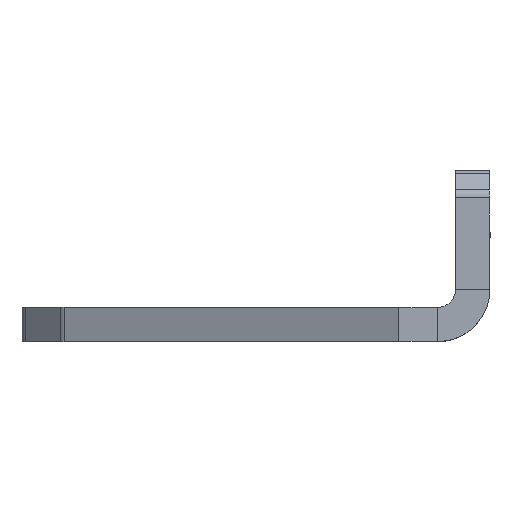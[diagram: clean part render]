
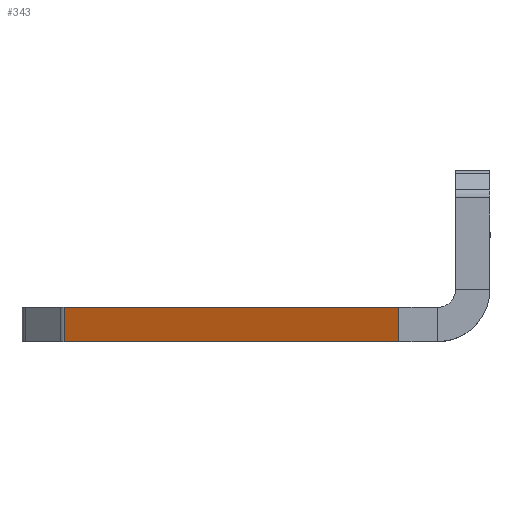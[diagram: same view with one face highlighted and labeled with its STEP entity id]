
A CAD part, left-side view. The second image highlights one B-rep face of the part: STEP entity #343.
In plain terms, the highlighted planar face has unit normal (-0.919, 0.395, 0).
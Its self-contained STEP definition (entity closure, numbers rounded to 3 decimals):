
#15 = VECTOR ( 'NONE', #1624, 1000. ) ;
#40 = EDGE_CURVE ( 'NONE', #866, #2410, #279, .T. ) ;
#252 = VECTOR ( 'NONE', #2411, 1000. ) ;
#263 = DIRECTION ( 'NONE',  ( 0., 0., -1. ) ) ;
#279 = LINE ( 'NONE', #1213, #252 ) ;
#297 = FACE_OUTER_BOUND ( 'NONE', #1108, .T. ) ;
#343 = ADVANCED_FACE ( 'NONE', ( #297 ), #1125, .F. ) ;
#347 = ORIENTED_EDGE ( 'NONE', *, *, #1033, .F. ) ;
#375 = DIRECTION ( 'NONE',  ( 0.395, 0.919, 0. ) ) ;
#400 = CARTESIAN_POINT ( 'NONE',  ( -20.943, 9.012, 0. ) ) ;
#796 = VERTEX_POINT ( 'NONE', #960 ) ;
#866 = VERTEX_POINT ( 'NONE', #1733 ) ;
#915 = EDGE_CURVE ( 'NONE', #796, #1062, #2044, .T. ) ;
#938 = DIRECTION ( 'NONE',  ( 0.919, -0.395, 0. ) ) ;
#960 = CARTESIAN_POINT ( 'NONE',  ( -30.2, -12.5, 0. ) ) ;
#1033 = EDGE_CURVE ( 'NONE', #796, #2410, #2311, .T. ) ;
#1051 = EDGE_CURVE ( 'NONE', #1062, #866, #2012, .T. ) ;
#1062 = VERTEX_POINT ( 'NONE', #1998 ) ;
#1108 = EDGE_LOOP ( 'NONE', ( #2179, #2057, #2184, #347 ) ) ;
#1125 = PLANE ( 'NONE',  #2382 ) ;
#1149 = VECTOR ( 'NONE', #263, 1000. ) ;
#1213 = CARTESIAN_POINT ( 'NONE',  ( -30.2, -12.5, -3. ) ) ;
#1414 = CARTESIAN_POINT ( 'NONE',  ( -30.2, -12.5, 12. ) ) ;
#1509 = VECTOR ( 'NONE', #2363, 1000. ) ;
#1624 = DIRECTION ( 'NONE',  ( 0., 0., -1. ) ) ;
#1705 = CARTESIAN_POINT ( 'NONE',  ( -30.2, -12.5, 12. ) ) ;
#1733 = CARTESIAN_POINT ( 'NONE',  ( -17.586, 16.813, -3. ) ) ;
#1792 = CARTESIAN_POINT ( 'NONE',  ( -17.586, 16.813, -3. ) ) ;
#1998 = CARTESIAN_POINT ( 'NONE',  ( -17.586, 16.813, 0. ) ) ;
#2012 = LINE ( 'NONE', #1792, #15 ) ;
#2044 = LINE ( 'NONE', #400, #1509 ) ;
#2057 = ORIENTED_EDGE ( 'NONE', *, *, #1051, .T. ) ;
#2179 = ORIENTED_EDGE ( 'NONE', *, *, #915, .T. ) ;
#2184 = ORIENTED_EDGE ( 'NONE', *, *, #40, .T. ) ;
#2287 = CARTESIAN_POINT ( 'NONE',  ( -30.2, -12.5, -3. ) ) ;
#2311 = LINE ( 'NONE', #1414, #1149 ) ;
#2363 = DIRECTION ( 'NONE',  ( 0.395, 0.919, 0. ) ) ;
#2382 = AXIS2_PLACEMENT_3D ( 'NONE', #1705, #938, #375 ) ;
#2410 = VERTEX_POINT ( 'NONE', #2287 ) ;
#2411 = DIRECTION ( 'NONE',  ( -0.395, -0.919, 0. ) ) ;
